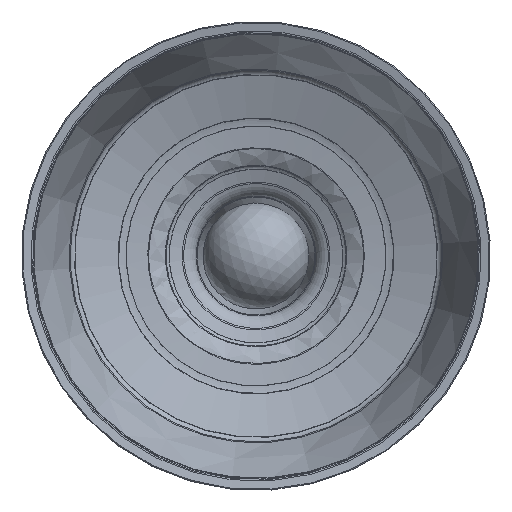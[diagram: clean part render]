
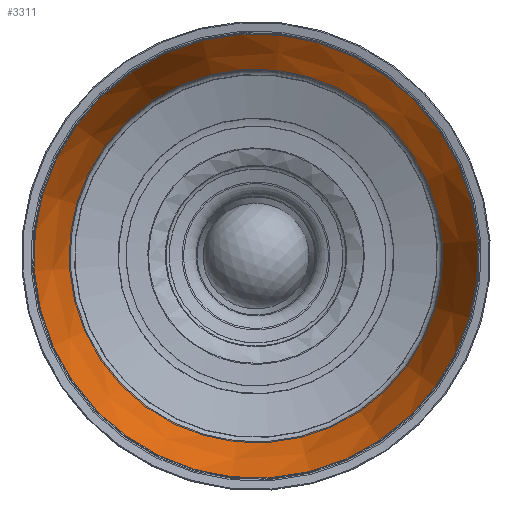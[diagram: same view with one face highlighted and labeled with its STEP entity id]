
A CAD part, front view. The second image highlights one B-rep face of the part: STEP entity #3311.
In plain terms, the highlighted conical face has half-angle 22.036 degrees and reference radius 182.259 mm.
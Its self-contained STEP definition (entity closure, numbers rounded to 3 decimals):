
#15=CONICAL_SURFACE('',#3903,182.259,0.385);
#439=FACE_OUTER_BOUND('',#639,.T.);
#639=EDGE_LOOP('',(#2589,#2590,#2591,#2592,#2593,#2594,#2595,#2596));
#845=LINE('',#6033,#983);
#983=VECTOR('',#4700,182.259);
#1157=CIRCLE('',#3898,198.871);
#1158=CIRCLE('',#3899,198.871);
#1159=CIRCLE('',#3900,198.871);
#1162=CIRCLE('',#3904,166.434);
#1163=CIRCLE('',#3905,166.434);
#1164=CIRCLE('',#3906,166.434);
#1487=VERTEX_POINT('',#6017);
#1488=VERTEX_POINT('',#6019);
#1489=VERTEX_POINT('',#6021);
#1491=VERTEX_POINT('',#6028);
#1492=VERTEX_POINT('',#6029);
#1493=VERTEX_POINT('',#6031);
#1900=EDGE_CURVE('',#1487,#1488,#1157,.T.);
#1901=EDGE_CURVE('',#1488,#1489,#1158,.T.);
#1902=EDGE_CURVE('',#1489,#1487,#1159,.T.);
#1905=EDGE_CURVE('',#1491,#1492,#1162,.T.);
#1906=EDGE_CURVE('',#1493,#1491,#1163,.T.);
#1907=EDGE_CURVE('',#1493,#1489,#845,.T.);
#1908=EDGE_CURVE('',#1492,#1493,#1164,.T.);
#2589=ORIENTED_EDGE('',*,*,#1905,.F.);
#2590=ORIENTED_EDGE('',*,*,#1906,.F.);
#2591=ORIENTED_EDGE('',*,*,#1907,.T.);
#2592=ORIENTED_EDGE('',*,*,#1901,.F.);
#2593=ORIENTED_EDGE('',*,*,#1900,.F.);
#2594=ORIENTED_EDGE('',*,*,#1902,.F.);
#2595=ORIENTED_EDGE('',*,*,#1907,.F.);
#2596=ORIENTED_EDGE('',*,*,#1908,.F.);
#3311=ADVANCED_FACE('',(#439),#15,.F.);
#3898=AXIS2_PLACEMENT_3D('',#6020,#4684,#4685);
#3899=AXIS2_PLACEMENT_3D('',#6022,#4686,#4687);
#3900=AXIS2_PLACEMENT_3D('',#6023,#4688,#4689);
#3903=AXIS2_PLACEMENT_3D('',#6027,#4694,#4695);
#3904=AXIS2_PLACEMENT_3D('',#6030,#4696,#4697);
#3905=AXIS2_PLACEMENT_3D('',#6032,#4698,#4699);
#3906=AXIS2_PLACEMENT_3D('',#6034,#4701,#4702);
#4684=DIRECTION('center_axis',(0.,0.,1.));
#4685=DIRECTION('ref_axis',(0.,1.,0.));
#4686=DIRECTION('center_axis',(0.,0.,1.));
#4687=DIRECTION('ref_axis',(0.,1.,0.));
#4688=DIRECTION('center_axis',(0.,0.,1.));
#4689=DIRECTION('ref_axis',(0.,1.,0.));
#4694=DIRECTION('center_axis',(0.,0.,-1.));
#4695=DIRECTION('ref_axis',(0.,-1.,0.));
#4696=DIRECTION('center_axis',(0.,0.,-1.));
#4697=DIRECTION('ref_axis',(0.,1.,0.));
#4698=DIRECTION('center_axis',(0.,0.,-1.));
#4699=DIRECTION('ref_axis',(0.,1.,0.));
#4700=DIRECTION('',(0.,0.375,-0.927));
#4701=DIRECTION('center_axis',(0.,0.,-1.));
#4702=DIRECTION('ref_axis',(0.,1.,0.));
#6017=CARTESIAN_POINT('',(-198.871,0.,-242.876));
#6019=CARTESIAN_POINT('',(0.,-198.871,-242.876));
#6020=CARTESIAN_POINT('Origin',(0.,0.,
-242.876));
#6021=CARTESIAN_POINT('',(0.,198.871,-242.876));
#6022=CARTESIAN_POINT('Origin',(0.,0.,
-242.876));
#6023=CARTESIAN_POINT('Origin',(0.,0.,
-242.876));
#6027=CARTESIAN_POINT('Origin',(0.,0.,-201.835));
#6028=CARTESIAN_POINT('',(0.,-166.434,-162.738));
#6029=CARTESIAN_POINT('',(-166.434,0.,-162.738));
#6030=CARTESIAN_POINT('Origin',(0.,0.,
-162.738));
#6031=CARTESIAN_POINT('',(0.,166.434,-162.738));
#6032=CARTESIAN_POINT('Origin',(0.,0.,
-162.738));
#6033=CARTESIAN_POINT('',(0.,182.259,-201.835));
#6034=CARTESIAN_POINT('Origin',(0.,0.,
-162.738));
